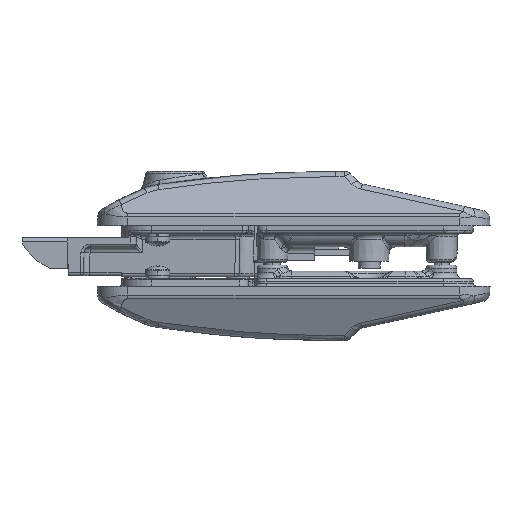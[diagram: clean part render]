
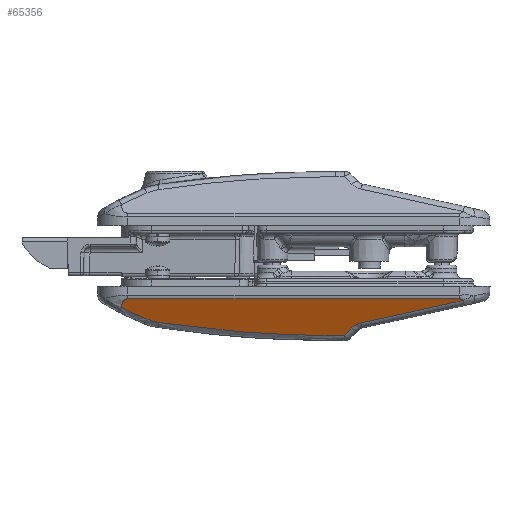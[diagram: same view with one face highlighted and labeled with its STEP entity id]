
A CAD part, front view. The second image highlights one B-rep face of the part: STEP entity #65356.
In plain terms, the highlighted face is planar.
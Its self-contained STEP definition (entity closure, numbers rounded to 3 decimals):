
#9 = CARTESIAN_POINT ( 'NONE',  ( -9.138, 57.528, 8.455 ) ) ;
#221 = CARTESIAN_POINT ( 'NONE',  ( -2.279, 56.078, 11.427 ) ) ;
#376 = CARTESIAN_POINT ( 'NONE',  ( 67.21, 55.703, 12.197 ) ) ;
#2942 = CARTESIAN_POINT ( 'NONE',  ( 63.309, 59.621, 4.163 ) ) ;
#3282 = CARTESIAN_POINT ( 'NONE',  ( 26.691, 59.621, 4.163 ) ) ;
#4803 = CARTESIAN_POINT ( 'NONE',  ( 61.747, 53.689, 16.326 ) ) ;
#8207 = EDGE_CURVE ( 'NONE', #82597, #38284, #50997, .T. ) ;
#8352 = VERTEX_POINT ( 'NONE', #30874 ) ;
#9893 = PLANE ( 'NONE',  #91928 ) ;
#10929 = B_SPLINE_CURVE_WITH_KNOTS ( 'NONE', 3,
 ( #51966, #2942, #3282, #51623 ),
 .UNSPECIFIED., .F., .F.,
 ( 4, 4 ),
 ( 0., 1. ),
 .UNSPECIFIED. ) ;
#11007 =( BOUNDED_CURVE ( )  B_SPLINE_CURVE ( 3, ( #12257, #92874, #44386, #4803 ),
 .UNSPECIFIED., .F., .F. ) 
 B_SPLINE_CURVE_WITH_KNOTS ( ( 4, 4 ),
 ( 2.994, 3.149 ),
 .UNSPECIFIED. ) 
 CURVE ( )  GEOMETRIC_REPRESENTATION_ITEM ( )  RATIONAL_B_SPLINE_CURVE ( ( 1., 0.998, 0.998, 1. ) ) 
 REPRESENTATION_ITEM ( '' )  );
#12047 = CARTESIAN_POINT ( 'NONE',  ( 100.142, 59.621, 4.164 ) ) ;
#12257 = CARTESIAN_POINT ( 'NONE',  ( 0.401, 55.802, 11.993 ) ) ;
#14507 = CARTESIAN_POINT ( 'NONE',  ( -11.804, 58.851, 5.743 ) ) ;
#15203 = VERTEX_POINT ( 'NONE', #43578 ) ;
#18058 = EDGE_LOOP ( 'NONE', ( #74781, #20901, #52879, #103059, #40325, #75885, #77567, #104470, #103804 ) ) ;
#18854 = VERTEX_POINT ( 'NONE', #68260 ) ;
#20901 = ORIENTED_EDGE ( 'NONE', *, *, #23424, .T. ) ;
#21316 = B_SPLINE_CURVE_WITH_KNOTS ( 'NONE', 3,
 ( #64178, #103212, #39563, #30729, #70896, #39215, #87058, #103576, #32131, #31434, #39914, #48009, #14507, #47657, #94746, #104275 ),
 .UNSPECIFIED., .F., .F.,
 ( 4, 2, 2, 1, 1, 1, 2, 2, 1, 4 ),
 ( 0., 0.174, 0.262, 0.349, 0.436, 0.48, 0.491, 0.502, 0.523, 0.698 ),
 .UNSPECIFIED. ) ;
#23424 = EDGE_CURVE ( 'NONE', #71700, #53413, #77792, .T. ) ;
#25045 = CARTESIAN_POINT ( 'NONE',  ( 64.761, 55.159, 13.312 ) ) ;
#26865 = CARTESIAN_POINT ( 'NONE',  ( 66.085, 55.582, 12.445 ) ) ;
#30729 = CARTESIAN_POINT ( 'NONE',  ( -10.873, 59.492, 4.427 ) ) ;
#30874 = CARTESIAN_POINT ( 'NONE',  ( -11.841, 58.221, 7.034 ) ) ;
#31434 = CARTESIAN_POINT ( 'NONE',  ( -11.768, 58.913, 5.615 ) ) ;
#31463 = CARTESIAN_POINT ( 'NONE',  ( -11.841, 58.221, 7.034 ) ) ;
#32131 = CARTESIAN_POINT ( 'NONE',  ( -11.736, 58.961, 5.516 ) ) ;
#32142 = VECTOR ( 'NONE', #49334, 1000. ) ;
#32468 = CARTESIAN_POINT ( 'NONE',  ( 101.068, 59.342, 4.735 ) ) ;
#33419 = CARTESIAN_POINT ( 'NONE',  ( -3.548, 56.332, 10.906 ) ) ;
#33578 = DIRECTION ( 'NONE',  ( 0., -0.899, -0.438 ) ) ;
#35026 = CARTESIAN_POINT ( 'NONE',  ( 64.259, 54.914, 13.814 ) ) ;
#35832 = EDGE_CURVE ( 'NONE', #53413, #18854, #11007, .T. ) ;
#36058 = CARTESIAN_POINT ( 'NONE',  ( 101.068, 59.342, 4.735 ) ) ;
#37077 = CARTESIAN_POINT ( 'NONE',  ( 99.927, 59.621, 4.163 ) ) ;
#38047 = VERTEX_POINT ( 'NONE', #58971 ) ;
#38284 = VERTEX_POINT ( 'NONE', #32468 ) ;
#39215 = CARTESIAN_POINT ( 'NONE',  ( -11.233, 59.355, 4.709 ) ) ;
#39243 = CARTESIAN_POINT ( 'NONE',  ( -6.372, 56.898, 9.746 ) ) ;
#39563 = CARTESIAN_POINT ( 'NONE',  ( -10.491, 59.589, 4.23 ) ) ;
#39914 = CARTESIAN_POINT ( 'NONE',  ( -11.78, 58.893, 5.656 ) ) ;
#40325 = ORIENTED_EDGE ( 'NONE', *, *, #94255, .T. ) ;
#41188 = CARTESIAN_POINT ( 'NONE',  ( 0.401, 55.802, 11.993 ) ) ;
#43319 = DIRECTION ( 'NONE',  ( 0.971, 0.104, -0.214 ) ) ;
#43578 = CARTESIAN_POINT ( 'NONE',  ( 99.927, 59.621, 4.163 ) ) ;
#44386 = CARTESIAN_POINT ( 'NONE',  ( 41.207, 53.618, 16.47 ) ) ;
#47657 = CARTESIAN_POINT ( 'NONE',  ( -11.906, 58.65, 6.154 ) ) ;
#47684 = VERTEX_POINT ( 'NONE', #69286 ) ;
#48009 = CARTESIAN_POINT ( 'NONE',  ( -11.785, 58.884, 5.675 ) ) ;
#48671 =( BOUNDED_CURVE ( )  B_SPLINE_CURVE ( 3, ( #35026, #58926, #26865, #67051 ),
 .UNSPECIFIED., .F., .F. ) 
 B_SPLINE_CURVE_WITH_KNOTS ( ( 4, 4 ),
 ( 2.356, 2.925 ),
 .UNSPECIFIED. ) 
 CURVE ( )  GEOMETRIC_REPRESENTATION_ITEM ( )  RATIONAL_B_SPLINE_CURVE ( ( 1., 0.973, 0.973, 1. ) ) 
 REPRESENTATION_ITEM ( '' )  );
#49334 = DIRECTION ( 'NONE',  ( 0.668, 0.326, -0.668 ) ) ;
#50997 = LINE ( 'NONE', #98859, #77424 ) ;
#51556 = CARTESIAN_POINT ( 'NONE',  ( 100.349, 59.596, 4.214 ) ) ;
#51623 = CARTESIAN_POINT ( 'NONE',  ( -9.927, 59.621, 4.163 ) ) ;
#51966 = CARTESIAN_POINT ( 'NONE',  ( 99.927, 59.621, 4.163 ) ) ;
#52871 = FACE_OUTER_BOUND ( 'NONE', #18058, .T. ) ;
#52879 = ORIENTED_EDGE ( 'NONE', *, *, #35832, .T. ) ;
#53413 = VERTEX_POINT ( 'NONE', #96061 ) ;
#53614 = B_SPLINE_CURVE_WITH_KNOTS ( 'NONE', 3,
 ( #36058, #91971, #101064, #51556, #12047, #37077 ),
 .UNSPECIFIED., .F., .F.,
 ( 4, 2, 4 ),
 ( 0.52, 0.76, 1. ),
 .UNSPECIFIED. ) ;
#58926 = CARTESIAN_POINT ( 'NONE',  ( 65.074, 55.312, 12.999 ) ) ;
#58971 = CARTESIAN_POINT ( 'NONE',  ( 64.259, 54.914, 13.814 ) ) ;
#63966 = EDGE_CURVE ( 'NONE', #38284, #15203, #53614, .T. ) ;
#64178 = CARTESIAN_POINT ( 'NONE',  ( -9.927, 59.621, 4.163 ) ) ;
#64540 = CARTESIAN_POINT ( 'NONE',  ( -3.548, 56.332, 10.906 ) ) ;
#65356 = ADVANCED_FACE ( 'NONE', ( #52871 ), #9893, .F. ) ;
#66596 = EDGE_CURVE ( 'NONE', #47684, #8352, #21316, .T. ) ;
#67051 = CARTESIAN_POINT ( 'NONE',  ( 67.21, 55.703, 12.197 ) ) ;
#68260 = CARTESIAN_POINT ( 'NONE',  ( 61.747, 53.689, 16.326 ) ) ;
#69286 = CARTESIAN_POINT ( 'NONE',  ( -9.927, 59.621, 4.163 ) ) ;
#70896 = CARTESIAN_POINT ( 'NONE',  ( -10.996, 59.452, 4.509 ) ) ;
#71700 = VERTEX_POINT ( 'NONE', #74981 ) ;
#74781 = ORIENTED_EDGE ( 'NONE', *, *, #99427, .T. ) ;
#74981 = CARTESIAN_POINT ( 'NONE',  ( -3.548, 56.332, 10.906 ) ) ;
#75885 = ORIENTED_EDGE ( 'NONE', *, *, #8207, .T. ) ;
#77076 = EDGE_CURVE ( 'NONE', #18854, #38047, #80034, .T. ) ;
#77424 = VECTOR ( 'NONE', #43319, 1000. ) ;
#77567 = ORIENTED_EDGE ( 'NONE', *, *, #63966, .T. ) ;
#77792 =( BOUNDED_CURVE ( )  B_SPLINE_CURVE ( 3, ( #33419, #221, #97091, #41188 ),
 .UNSPECIFIED., .F., .F. ) 
 B_SPLINE_CURVE_WITH_KNOTS ( ( 4, 4 ),
 ( 2.752, 2.994 ),
 .UNSPECIFIED. ) 
 CURVE ( )  GEOMETRIC_REPRESENTATION_ITEM ( )  RATIONAL_B_SPLINE_CURVE ( ( 1., 0.995, 0.995, 1. ) ) 
 REPRESENTATION_ITEM ( '' )  );
#80034 = LINE ( 'NONE', #25045, #32142 ) ;
#82133 = DIRECTION ( 'NONE',  ( 0., -0.438, 0.899 ) ) ;
#82597 = VERTEX_POINT ( 'NONE', #376 ) ;
#87058 = CARTESIAN_POINT ( 'NONE',  ( -11.444, 59.246, 4.932 ) ) ;
#89495 = CARTESIAN_POINT ( 'NONE',  ( 117.5, 59.621, 4.163 ) ) ;
#91928 = AXIS2_PLACEMENT_3D ( 'NONE', #89495, #33578, #82133 ) ;
#91971 = CARTESIAN_POINT ( 'NONE',  ( 100.922, 59.429, 4.557 ) ) ;
#92874 = CARTESIAN_POINT ( 'NONE',  ( 20.717, 54.324, 15.023 ) ) ;
#94210 =( BOUNDED_CURVE ( )  B_SPLINE_CURVE ( 3, ( #31463, #9, #39243, #64540 ),
 .UNSPECIFIED., .F., .F. ) 
 B_SPLINE_CURVE_WITH_KNOTS ( ( 4, 4 ),
 ( 2.658, 2.752 ),
 .UNSPECIFIED. ) 
 CURVE ( )  GEOMETRIC_REPRESENTATION_ITEM ( )  RATIONAL_B_SPLINE_CURVE ( ( 1., 0.999, 0.999, 1. ) ) 
 REPRESENTATION_ITEM ( '' )  );
#94255 = EDGE_CURVE ( 'NONE', #38047, #82597, #48671, .T. ) ;
#94746 = CARTESIAN_POINT ( 'NONE',  ( -11.911, 58.431, 6.604 ) ) ;
#96061 = CARTESIAN_POINT ( 'NONE',  ( 0.401, 55.802, 11.993 ) ) ;
#97091 = CARTESIAN_POINT ( 'NONE',  ( -0.956, 55.901, 11.791 ) ) ;
#98859 = CARTESIAN_POINT ( 'NONE',  ( 101.018, 59.336, 4.746 ) ) ;
#99427 = EDGE_CURVE ( 'NONE', #8352, #71700, #94210, .T. ) ;
#101064 = CARTESIAN_POINT ( 'NONE',  ( 100.75, 59.497, 4.417 ) ) ;
#103059 = ORIENTED_EDGE ( 'NONE', *, *, #77076, .T. ) ;
#103212 = CARTESIAN_POINT ( 'NONE',  ( -10.218, 59.621, 4.164 ) ) ;
#103253 = EDGE_CURVE ( 'NONE', #15203, #47684, #10929, .T. ) ;
#103576 = CARTESIAN_POINT ( 'NONE',  ( -11.641, 59.082, 5.269 ) ) ;
#103804 = ORIENTED_EDGE ( 'NONE', *, *, #66596, .T. ) ;
#104275 = CARTESIAN_POINT ( 'NONE',  ( -11.841, 58.221, 7.034 ) ) ;
#104470 = ORIENTED_EDGE ( 'NONE', *, *, #103253, .T. ) ;
